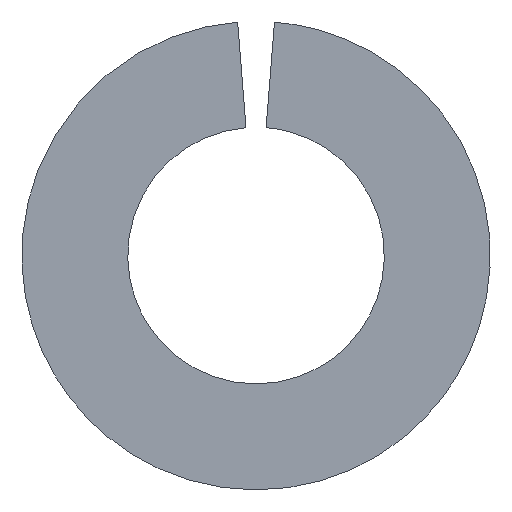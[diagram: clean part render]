
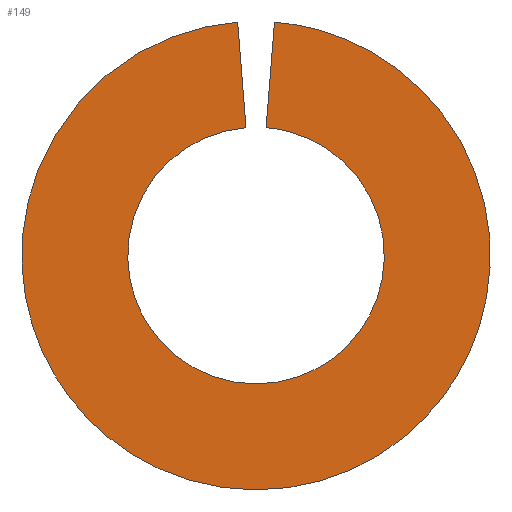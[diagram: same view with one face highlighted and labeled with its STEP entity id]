
A CAD part, left-side view. The second image highlights one B-rep face of the part: STEP entity #149.
In plain terms, the highlighted free-form (B-spline) face has degree [1, 1] with [2, 2] control points.
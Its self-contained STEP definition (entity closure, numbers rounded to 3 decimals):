
#24 = VERTEX_POINT('',#25);
#25 = CARTESIAN_POINT('',(-2.309,-0.373,4.737
    ));
#30 = EDGE_CURVE('',#31,#24,#33,.T.);
#31 = VERTEX_POINT('',#32);
#32 = CARTESIAN_POINT('',(-2.309,0.373,4.737)
  );
#33 = ( BOUNDED_CURVE() B_SPLINE_CURVE(2,(#34,#35,#36,#37,#38,#39,#40),
.UNSPECIFIED.,.F.,.F.) B_SPLINE_CURVE_WITH_KNOTS((3,2,2,3),(
    0.079,2.121,4.163,6.205),
.PIECEWISE_BEZIER_KNOTS.) CURVE() GEOMETRIC_REPRESENTATION_ITEM() 
RATIONAL_B_SPLINE_CURVE((1.,0.522,1.,0.522,1.,
0.522,1.)) REPRESENTATION_ITEM('') );
#34 = CARTESIAN_POINT('',(-2.309,0.373,4.737)
  );
#35 = CARTESIAN_POINT('',(-2.309,8.102,4.128)
  );
#36 = CARTESIAN_POINT('',(-2.309,4.051,-2.482
    ));
#37 = CARTESIAN_POINT('',(-2.309,0.,
    -9.093));
#38 = CARTESIAN_POINT('',(-2.309,-4.051,
    -2.482));
#39 = CARTESIAN_POINT('',(-2.309,-8.102,4.128
    ));
#40 = CARTESIAN_POINT('',(-2.309,-0.373,4.737
    ));
#110 = EDGE_CURVE('',#111,#113,#115,.T.);
#111 = VERTEX_POINT('',#112);
#112 = CARTESIAN_POINT('',(-2.309,0.681,8.647
    ));
#113 = VERTEX_POINT('',#114);
#114 = CARTESIAN_POINT('',(-2.309,-0.681,
    8.647));
#115 = ( BOUNDED_CURVE() B_SPLINE_CURVE(2,(#116,#117,#118,#119,#120,#121
,#122),.UNSPECIFIED.,.F.,.F.) B_SPLINE_CURVE_WITH_KNOTS((3,2,2,3),(
    0.079,2.121,4.163,6.205),
.PIECEWISE_BEZIER_KNOTS.) CURVE() GEOMETRIC_REPRESENTATION_ITEM() 
RATIONAL_B_SPLINE_CURVE((1.,0.522,1.,0.522,1.,
0.522,1.)) REPRESENTATION_ITEM('') );
#116 = CARTESIAN_POINT('',(-2.309,0.681,8.647
    ));
#117 = CARTESIAN_POINT('',(-2.309,14.791,
    7.536));
#118 = CARTESIAN_POINT('',(-2.309,7.395,
    -4.532));
#119 = CARTESIAN_POINT('',(-2.309,0.,
    -16.6));
#120 = CARTESIAN_POINT('',(-2.309,-7.395,
    -4.532));
#121 = CARTESIAN_POINT('',(-2.309,-14.791,
    7.536));
#122 = CARTESIAN_POINT('',(-2.309,-0.681,
    8.647));
#149 = ADVANCED_FACE('',(#150),#164,.F.);
#150 = FACE_BOUND('',#151,.T.);
#151 = EDGE_LOOP('',(#152,#153,#158,#159));
#152 = ORIENTED_EDGE('',*,*,#30,.F.);
#153 = ORIENTED_EDGE('',*,*,#154,.T.);
#154 = EDGE_CURVE('',#31,#111,#155,.T.);
#155 = B_SPLINE_CURVE_WITH_KNOTS('',1,(#156,#157),.UNSPECIFIED.,.F.,.F.,
  (2,2),(3.493,6.858),.PIECEWISE_BEZIER_KNOTS.);
#156 = CARTESIAN_POINT('',(-2.309,0.373,4.737
    ));
#157 = CARTESIAN_POINT('',(-2.309,0.681,8.647
    ));
#158 = ORIENTED_EDGE('',*,*,#110,.T.);
#159 = ORIENTED_EDGE('',*,*,#160,.F.);
#160 = EDGE_CURVE('',#24,#113,#161,.T.);
#161 = B_SPLINE_CURVE_WITH_KNOTS('',1,(#162,#163),.UNSPECIFIED.,.F.,.F.,
  (2,2),(4.661,8.026),.PIECEWISE_BEZIER_KNOTS.);
#162 = CARTESIAN_POINT('',(-2.309,-0.373,
    4.737));
#163 = CARTESIAN_POINT('',(-2.309,-0.681,
    8.647));
#164 = B_SPLINE_SURFACE_WITH_KNOTS('',1,1,(
    (#165,#166)
    ,(#167,#168
    )),.UNSPECIFIED.,.F.,.F.,.F.,(2,2),(2,2),(-7.419,7.442),(
    -14.884,0.),.PIECEWISE_BEZIER_KNOTS.);
#165 = CARTESIAN_POINT('',(-2.309,-8.674,
    8.647));
#166 = CARTESIAN_POINT('',(-2.309,8.674,8.647
    ));
#167 = CARTESIAN_POINT('',(-2.309,-8.674,
    -8.674));
#168 = CARTESIAN_POINT('',(-2.309,8.674,
    -8.674));
